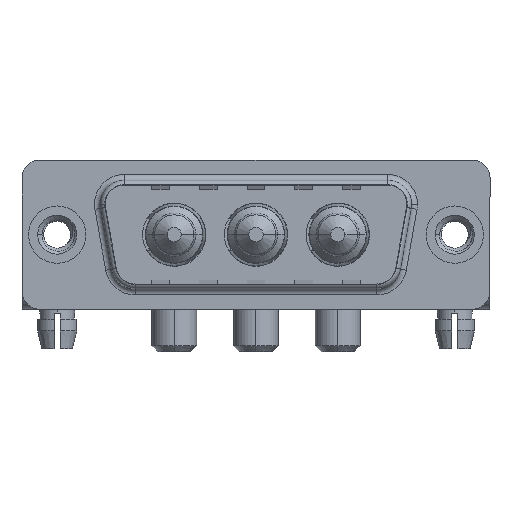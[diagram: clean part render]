
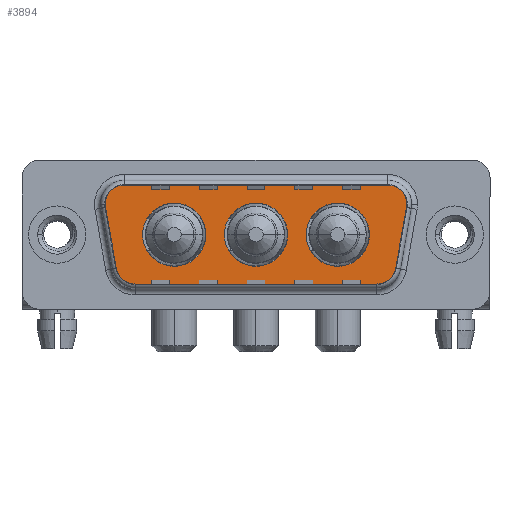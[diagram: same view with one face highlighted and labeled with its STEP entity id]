
A CAD part, top view. The second image highlights one B-rep face of the part: STEP entity #3894.
In plain terms, the highlighted planar face has unit normal (0, 0, 1).
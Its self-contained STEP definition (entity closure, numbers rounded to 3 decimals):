
#11 = EDGE_LOOP ( 'NONE', ( #11225, #8381 ) ) ;
#486 = AXIS2_PLACEMENT_3D ( 'NONE', #4048, #1694, #13924 ) ;
#566 = CIRCLE ( 'NONE', #14222, 2. ) ;
#582 = DIRECTION ( 'NONE',  ( 0., 0., 1. ) ) ;
#627 = ORIENTED_EDGE ( 'NONE', *, *, #8559, .T. ) ;
#669 = CARTESIAN_POINT ( 'NONE',  ( 12.45, 0., 0. ) ) ;
#754 = CARTESIAN_POINT ( 'NONE',  ( 26.866, -4.9, 0. ) ) ;
#902 = CARTESIAN_POINT ( 'NONE',  ( 27.889, 2.9, 0. ) ) ;
#962 = DIRECTION ( 'NONE',  ( 0., 0., 1. ) ) ;
#1101 = CARTESIAN_POINT ( 'NONE',  ( 16.65, 0., 0. ) ) ;
#1189 = VERTEX_POINT ( 'NONE', #13255 ) ;
#1345 = DIRECTION ( 'NONE',  ( 0.174, 0.985, 0. ) ) ;
#1460 = VERTEX_POINT ( 'NONE', #754 ) ;
#1502 = EDGE_CURVE ( 'NONE', #4672, #10838, #3807, .T. ) ;
#1694 = DIRECTION ( 'NONE',  ( 0., 0., 1. ) ) ;
#1912 = CARTESIAN_POINT ( 'NONE',  ( 3.441, 2.553, 0. ) ) ;
#1982 = EDGE_CURVE ( 'NONE', #1460, #1998, #4079, .T. ) ;
#1998 = VERTEX_POINT ( 'NONE', #2613 ) ;
#2176 = VECTOR ( 'NONE', #10999, 1000. ) ;
#2263 = DIRECTION ( 'NONE',  ( 1., 0., 0. ) ) ;
#2279 = ORIENTED_EDGE ( 'NONE', *, *, #10634, .T. ) ;
#2522 = CARTESIAN_POINT ( 'NONE',  ( 29.859, 2.553, 0. ) ) ;
#2561 = EDGE_CURVE ( 'NONE', #10838, #4672, #11576, .T. ) ;
#2590 = VECTOR ( 'NONE', #1345, 1000. ) ;
#2593 = CIRCLE ( 'NONE', #14545, 2. ) ;
#2613 = CARTESIAN_POINT ( 'NONE',  ( 28.836, -3.247, 0. ) ) ;
#2641 = VERTEX_POINT ( 'NONE', #11163 ) ;
#3119 = AXIS2_PLACEMENT_3D ( 'NONE', #3509, #5775, #6950 ) ;
#3196 = CARTESIAN_POINT ( 'NONE',  ( 19.3, 0., 0. ) ) ;
#3202 = EDGE_CURVE ( 'NONE', #12219, #14665, #2593, .T. ) ;
#3235 = EDGE_LOOP ( 'NONE', ( #5204, #8789 ) ) ;
#3295 = DIRECTION ( 'NONE',  ( 0., 0., 1. ) ) ;
#3297 = AXIS2_PLACEMENT_3D ( 'NONE', #9335, #14102, #6620 ) ;
#3331 = DIRECTION ( 'NONE',  ( 1., 0., 0. ) ) ;
#3395 = CARTESIAN_POINT ( 'NONE',  ( 26.15, 0., 0. ) ) ;
#3509 = CARTESIAN_POINT ( 'NONE',  ( 26.866, -2.9, 0. ) ) ;
#3536 = CARTESIAN_POINT ( 'NONE',  ( 27.889, 4.9, 0. ) ) ;
#3729 = DIRECTION ( 'NONE',  ( 1., 0., 0. ) ) ;
#3807 = CIRCLE ( 'NONE', #13517, 2.65 ) ;
#3894 = ADVANCED_FACE ( 'NONE', ( #10662, #11762, #14122, #14345 ), #15295, .T. ) ;
#4048 = CARTESIAN_POINT ( 'NONE',  ( 9.8, 0., 0. ) ) ;
#4079 = CIRCLE ( 'NONE', #6302, 2. ) ;
#4169 = ORIENTED_EDGE ( 'NONE', *, *, #11766, .T. ) ;
#4224 = ORIENTED_EDGE ( 'NONE', *, *, #13712, .T. ) ;
#4244 = DIRECTION ( 'NONE',  ( 1., 0., 0. ) ) ;
#4672 = VERTEX_POINT ( 'NONE', #3196 ) ;
#4705 = VERTEX_POINT ( 'NONE', #14887 ) ;
#5144 = DIRECTION ( 'NONE',  ( -1., 0., 0. ) ) ;
#5204 = ORIENTED_EDGE ( 'NONE', *, *, #10811, .F. ) ;
#5279 = EDGE_CURVE ( 'NONE', #13080, #1460, #14169, .T. ) ;
#5285 = VERTEX_POINT ( 'NONE', #10552 ) ;
#5378 = DIRECTION ( 'NONE',  ( -1., 0., 0. ) ) ;
#5531 = EDGE_CURVE ( 'NONE', #5285, #2641, #13370, .T. ) ;
#5754 = DIRECTION ( 'NONE',  ( 0., 0., 1. ) ) ;
#5775 = DIRECTION ( 'NONE',  ( 0., 0., 1. ) ) ;
#5786 = CIRCLE ( 'NONE', #3297, 2.65 ) ;
#5816 = LINE ( 'NONE', #2522, #2590 ) ;
#5897 = CARTESIAN_POINT ( 'NONE',  ( 9.8, 0., 0. ) ) ;
#5966 = CARTESIAN_POINT ( 'NONE',  ( 29.889, 2.9, 0. ) ) ;
#6002 = CIRCLE ( 'NONE', #14751, 2.65 ) ;
#6055 = DIRECTION ( 'NONE',  ( 0., 0., 1. ) ) ;
#6252 = CIRCLE ( 'NONE', #8476, 2.65 ) ;
#6300 = DIRECTION ( 'NONE',  ( 0., 0., 1. ) ) ;
#6302 = AXIS2_PLACEMENT_3D ( 'NONE', #9545, #6055, #10635 ) ;
#6620 = DIRECTION ( 'NONE',  ( 1., 0., 0. ) ) ;
#6806 = DIRECTION ( 'NONE',  ( -1., 0., 0. ) ) ;
#6894 = VERTEX_POINT ( 'NONE', #3395 ) ;
#6950 = DIRECTION ( 'NONE',  ( 1., 0., 0. ) ) ;
#7037 = CIRCLE ( 'NONE', #8247, 2. ) ;
#7097 = ORIENTED_EDGE ( 'NONE', *, *, #1502, .F. ) ;
#7233 = DIRECTION ( 'NONE',  ( 0., 0., 1. ) ) ;
#7686 = EDGE_CURVE ( 'NONE', #14665, #5285, #11398, .T. ) ;
#7711 = CARTESIAN_POINT ( 'NONE',  ( 7.15, 0., 0. ) ) ;
#7733 = CARTESIAN_POINT ( 'NONE',  ( 23.5, 0., 0. ) ) ;
#7848 = CARTESIAN_POINT ( 'NONE',  ( 27.889, 2.9, 0. ) ) ;
#8247 = AXIS2_PLACEMENT_3D ( 'NONE', #902, #5754, #10483 ) ;
#8286 = VERTEX_POINT ( 'NONE', #7711 ) ;
#8381 = ORIENTED_EDGE ( 'NONE', *, *, #9289, .F. ) ;
#8474 = VECTOR ( 'NONE', #8855, 1000. ) ;
#8476 = AXIS2_PLACEMENT_3D ( 'NONE', #7733, #11631, #4244 ) ;
#8503 = CARTESIAN_POINT ( 'NONE',  ( 6.434, -4.9, 0. ) ) ;
#8559 = EDGE_CURVE ( 'NONE', #1189, #13080, #566, .T. ) ;
#8719 = EDGE_CURVE ( 'NONE', #8286, #11719, #10208, .T. ) ;
#8789 = ORIENTED_EDGE ( 'NONE', *, *, #8719, .F. ) ;
#8855 = DIRECTION ( 'NONE',  ( 0.174, -0.985, 0. ) ) ;
#8889 = ORIENTED_EDGE ( 'NONE', *, *, #5279, .T. ) ;
#8958 = EDGE_LOOP ( 'NONE', ( #15429, #4224, #4169, #10145, #13837, #12256, #2279, #627, #8889 ) ) ;
#9206 = CARTESIAN_POINT ( 'NONE',  ( 5.411, 4.9, 0. ) ) ;
#9289 = EDGE_CURVE ( 'NONE', #4705, #6894, #6252, .T. ) ;
#9335 = CARTESIAN_POINT ( 'NONE',  ( 23.5, 0., 0. ) ) ;
#9545 = CARTESIAN_POINT ( 'NONE',  ( 26.866, -2.9, 0. ) ) ;
#9637 = CARTESIAN_POINT ( 'NONE',  ( 16.65, 0., 0. ) ) ;
#9909 = EDGE_LOOP ( 'NONE', ( #7097, #14076 ) ) ;
#10145 = ORIENTED_EDGE ( 'NONE', *, *, #3202, .T. ) ;
#10208 = CIRCLE ( 'NONE', #486, 2.65 ) ;
#10306 = VERTEX_POINT ( 'NONE', #14104 ) ;
#10395 = CARTESIAN_POINT ( 'NONE',  ( 14., 0., 0. ) ) ;
#10483 = DIRECTION ( 'NONE',  ( -1., 0., 0. ) ) ;
#10552 = CARTESIAN_POINT ( 'NONE',  ( 5.411, 4.9, 0. ) ) ;
#10634 = EDGE_CURVE ( 'NONE', #2641, #1189, #13694, .T. ) ;
#10635 = DIRECTION ( 'NONE',  ( 1., 0., 0. ) ) ;
#10662 = FACE_BOUND ( 'NONE', #9909, .T. ) ;
#10811 = EDGE_CURVE ( 'NONE', #11719, #8286, #6002, .T. ) ;
#10815 = CARTESIAN_POINT ( 'NONE',  ( 6.434, -2.9, 0. ) ) ;
#10838 = VERTEX_POINT ( 'NONE', #10395 ) ;
#10999 = DIRECTION ( 'NONE',  ( 1., 0., 0. ) ) ;
#11163 = CARTESIAN_POINT ( 'NONE',  ( 3.441, 2.553, 0. ) ) ;
#11225 = ORIENTED_EDGE ( 'NONE', *, *, #11783, .F. ) ;
#11398 = LINE ( 'NONE', #9206, #12935 ) ;
#11532 = CARTESIAN_POINT ( 'NONE',  ( 6.434, -4.9, 0. ) ) ;
#11576 = CIRCLE ( 'NONE', #12318, 2.65 ) ;
#11631 = DIRECTION ( 'NONE',  ( 0., 0., 1. ) ) ;
#11719 = VERTEX_POINT ( 'NONE', #669 ) ;
#11762 = FACE_BOUND ( 'NONE', #11, .T. ) ;
#11766 = EDGE_CURVE ( 'NONE', #10306, #12219, #7037, .T. ) ;
#11783 = EDGE_CURVE ( 'NONE', #6894, #4705, #5786, .T. ) ;
#11938 = DIRECTION ( 'NONE',  ( 1., 0., 0. ) ) ;
#12018 = DIRECTION ( 'NONE',  ( 0., 0., 1. ) ) ;
#12219 = VERTEX_POINT ( 'NONE', #5966 ) ;
#12256 = ORIENTED_EDGE ( 'NONE', *, *, #5531, .T. ) ;
#12318 = AXIS2_PLACEMENT_3D ( 'NONE', #1101, #12018, #11938 ) ;
#12935 = VECTOR ( 'NONE', #6806, 1000. ) ;
#13080 = VERTEX_POINT ( 'NONE', #11532 ) ;
#13255 = CARTESIAN_POINT ( 'NONE',  ( 4.464, -3.247, 0. ) ) ;
#13370 = CIRCLE ( 'NONE', #15386, 2. ) ;
#13517 = AXIS2_PLACEMENT_3D ( 'NONE', #9637, #7233, #3729 ) ;
#13694 = LINE ( 'NONE', #1912, #8474 ) ;
#13712 = EDGE_CURVE ( 'NONE', #1998, #10306, #5816, .T. ) ;
#13837 = ORIENTED_EDGE ( 'NONE', *, *, #7686, .T. ) ;
#13924 = DIRECTION ( 'NONE',  ( 1., 0., 0. ) ) ;
#14076 = ORIENTED_EDGE ( 'NONE', *, *, #2561, .F. ) ;
#14102 = DIRECTION ( 'NONE',  ( 0., 0., 1. ) ) ;
#14104 = CARTESIAN_POINT ( 'NONE',  ( 29.859, 2.553, 0. ) ) ;
#14122 = FACE_BOUND ( 'NONE', #3235, .T. ) ;
#14169 = LINE ( 'NONE', #8503, #2176 ) ;
#14222 = AXIS2_PLACEMENT_3D ( 'NONE', #10815, #6300, #5144 ) ;
#14345 = FACE_OUTER_BOUND ( 'NONE', #8958, .T. ) ;
#14545 = AXIS2_PLACEMENT_3D ( 'NONE', #7848, #582, #5378 ) ;
#14665 = VERTEX_POINT ( 'NONE', #3536 ) ;
#14751 = AXIS2_PLACEMENT_3D ( 'NONE', #5897, #962, #3331 ) ;
#14887 = CARTESIAN_POINT ( 'NONE',  ( 20.85, 0., 0. ) ) ;
#15218 = CARTESIAN_POINT ( 'NONE',  ( 5.411, 2.9, 0. ) ) ;
#15295 = PLANE ( 'NONE',  #3119 ) ;
#15386 = AXIS2_PLACEMENT_3D ( 'NONE', #15218, #3295, #2263 ) ;
#15429 = ORIENTED_EDGE ( 'NONE', *, *, #1982, .T. ) ;
